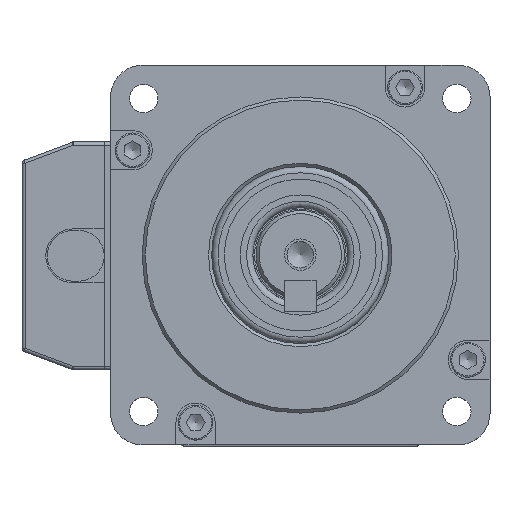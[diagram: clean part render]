
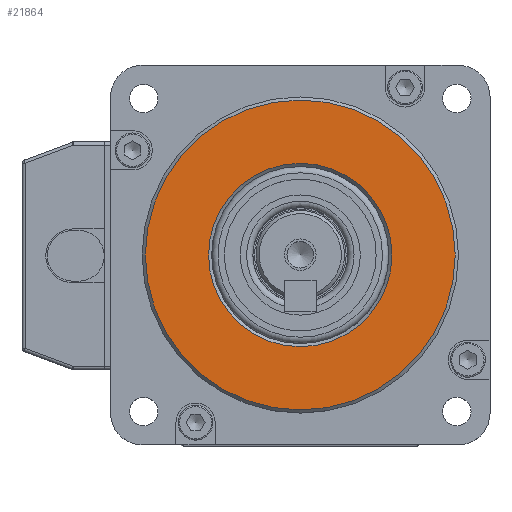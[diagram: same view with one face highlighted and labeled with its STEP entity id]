
A CAD part, top view. The second image highlights one B-rep face of the part: STEP entity #21864.
In plain terms, the highlighted planar face has unit normal (0, 0, 1).
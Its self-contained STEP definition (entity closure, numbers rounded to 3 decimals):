
#1017=FACE_BOUND('',#2568,.T.);
#1336=FACE_OUTER_BOUND('',#2567,.T.);
#2567=EDGE_LOOP('',(#14698,#14699));
#2568=EDGE_LOOP('',(#14700));
#3904=CIRCLE('',#23320,24.5);
#3905=CIRCLE('',#23321,24.5);
#3906=CIRCLE('',#23322,14.5);
#8582=VERTEX_POINT('',#33860);
#8583=VERTEX_POINT('',#33861);
#8584=VERTEX_POINT('',#33864);
#10937=EDGE_CURVE('',#8582,#8583,#3904,.T.);
#10938=EDGE_CURVE('',#8583,#8582,#3905,.T.);
#10939=EDGE_CURVE('',#8584,#8584,#3906,.T.);
#14698=ORIENTED_EDGE('',*,*,#10937,.T.);
#14699=ORIENTED_EDGE('',*,*,#10938,.T.);
#14700=ORIENTED_EDGE('',*,*,#10939,.T.);
#20005=PLANE('',#23319);
#21864=ADVANCED_FACE('',(#1336,#1017),#20005,.T.);
#23319=AXIS2_PLACEMENT_3D('',#33859,#26613,#26614);
#23320=AXIS2_PLACEMENT_3D('',#33862,#26615,#26616);
#23321=AXIS2_PLACEMENT_3D('',#33863,#26617,#26618);
#23322=AXIS2_PLACEMENT_3D('',#33865,#26619,#26620);
#26613=DIRECTION('center_axis',(0.,0.,1.));
#26614=DIRECTION('ref_axis',(0.,-1.,0.));
#26615=DIRECTION('center_axis',(0.,0.,1.));
#26616=DIRECTION('ref_axis',(0.,1.,0.));
#26617=DIRECTION('center_axis',(0.,0.,1.));
#26618=DIRECTION('ref_axis',(0.,1.,0.));
#26619=DIRECTION('center_axis',(0.,0.,-1.));
#26620=DIRECTION('ref_axis',(0.,-1.,0.));
#33859=CARTESIAN_POINT('Origin',(0.,0.,137.));
#33860=CARTESIAN_POINT('',(0.,-24.5,137.));
#33861=CARTESIAN_POINT('',(0.,24.5,137.));
#33862=CARTESIAN_POINT('Origin',(0.,0.,137.));
#33863=CARTESIAN_POINT('Origin',(0.,0.,137.));
#33864=CARTESIAN_POINT('',(0.,14.5,137.));
#33865=CARTESIAN_POINT('Origin',(0.,0.,137.));
